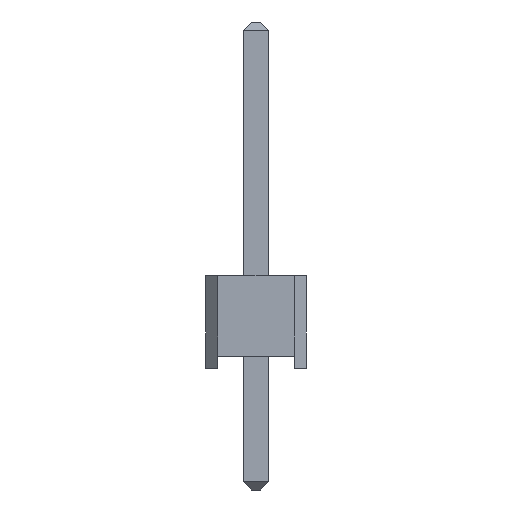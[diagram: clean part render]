
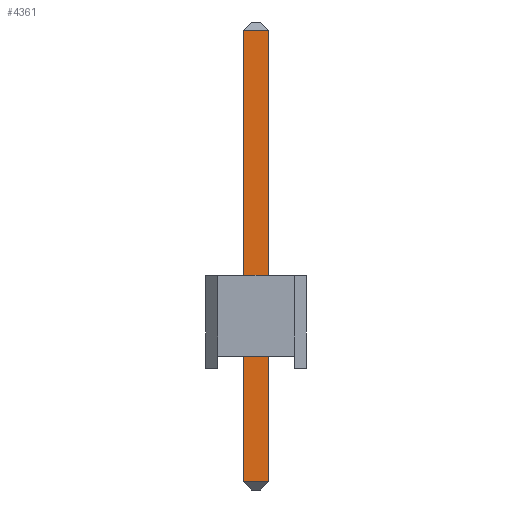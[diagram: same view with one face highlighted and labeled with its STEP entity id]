
A CAD part, left-side view. The second image highlights one B-rep face of the part: STEP entity #4361.
In plain terms, the highlighted planar face has unit normal (-1, 0, 0).
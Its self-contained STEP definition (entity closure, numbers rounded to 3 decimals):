
#4008 = PLANE('',#4009);
#4009 = AXIS2_PLACEMENT_3D('',#4010,#4011,#4012);
#4010 = CARTESIAN_POINT('',(-0.32,0.32,-3.));
#4011 = DIRECTION('',(-0.,1.,0.));
#4012 = DIRECTION('',(0.,0.,1.));
#4033 = VERTEX_POINT('',#4034);
#4034 = CARTESIAN_POINT('',(-0.32,0.32,-2.8));
#4060 = EDGE_CURVE('',#4033,#4061,#4063,.T.);
#4061 = VERTEX_POINT('',#4062);
#4062 = CARTESIAN_POINT('',(-0.32,0.32,8.34));
#4063 = SURFACE_CURVE('',#4064,(#4068,#4075),.PCURVE_S1.);
#4064 = LINE('',#4065,#4066);
#4065 = CARTESIAN_POINT('',(-0.32,0.32,-3.));
#4066 = VECTOR('',#4067,1.);
#4067 = DIRECTION('',(0.,-0.,1.));
#4068 = PCURVE('',#4008,#4069);
#4069 = DEFINITIONAL_REPRESENTATION('',(#4070),#4074);
#4070 = LINE('',#4071,#4072);
#4071 = CARTESIAN_POINT('',(0.,0.));
#4072 = VECTOR('',#4073,1.);
#4073 = DIRECTION('',(1.,0.));
#4074 = ( GEOMETRIC_REPRESENTATION_CONTEXT(2) 
PARAMETRIC_REPRESENTATION_CONTEXT() REPRESENTATION_CONTEXT('2D SPACE',''
  ) );
#4075 = PCURVE('',#4076,#4081);
#4076 = PLANE('',#4077);
#4077 = AXIS2_PLACEMENT_3D('',#4078,#4079,#4080);
#4078 = CARTESIAN_POINT('',(-0.32,-0.32,-3.));
#4079 = DIRECTION('',(-1.,0.,0.));
#4080 = DIRECTION('',(0.,0.,1.));
#4081 = DEFINITIONAL_REPRESENTATION('',(#4082),#4086);
#4082 = LINE('',#4083,#4084);
#4083 = CARTESIAN_POINT('',(0.,0.64));
#4084 = VECTOR('',#4085,1.);
#4085 = DIRECTION('',(1.,0.));
#4086 = ( GEOMETRIC_REPRESENTATION_CONTEXT(2) 
PARAMETRIC_REPRESENTATION_CONTEXT() REPRESENTATION_CONTEXT('2D SPACE',''
  ) );
#4188 = PLANE('',#4189);
#4189 = AXIS2_PLACEMENT_3D('',#4190,#4191,#4192);
#4190 = CARTESIAN_POINT('',(-0.22,-0.32,-2.9));
#4191 = DIRECTION('',(0.707,0.,0.707));
#4192 = DIRECTION('',(0.707,0.,-0.707));
#4221 = PLANE('',#4222);
#4222 = AXIS2_PLACEMENT_3D('',#4223,#4224,#4225);
#4223 = CARTESIAN_POINT('',(0.32,-0.32,-3.));
#4224 = DIRECTION('',(0.,-1.,0.));
#4225 = DIRECTION('',(0.,-0.,-1.));
#4301 = PLANE('',#4302);
#4302 = AXIS2_PLACEMENT_3D('',#4303,#4304,#4305);
#4303 = CARTESIAN_POINT('',(-0.22,-0.32,8.44));
#4304 = DIRECTION('',(-0.707,0.,0.707));
#4305 = DIRECTION('',(0.707,0.,0.707));
#4361 = ADVANCED_FACE('',(#4362),#4076,.T.);
#4362 = FACE_BOUND('',#4363,.T.);
#4363 = EDGE_LOOP('',(#4364,#4365,#4388,#4411));
#4364 = ORIENTED_EDGE('',*,*,#4060,.F.);
#4365 = ORIENTED_EDGE('',*,*,#4366,.T.);
#4366 = EDGE_CURVE('',#4033,#4367,#4369,.T.);
#4367 = VERTEX_POINT('',#4368);
#4368 = CARTESIAN_POINT('',(-0.32,-0.32,-2.8));
#4369 = SURFACE_CURVE('',#4370,(#4374,#4381),.PCURVE_S1.);
#4370 = LINE('',#4371,#4372);
#4371 = CARTESIAN_POINT('',(-0.32,-0.32,-2.8));
#4372 = VECTOR('',#4373,1.);
#4373 = DIRECTION('',(-0.,-1.,0.));
#4374 = PCURVE('',#4076,#4375);
#4375 = DEFINITIONAL_REPRESENTATION('',(#4376),#4380);
#4376 = LINE('',#4377,#4378);
#4377 = CARTESIAN_POINT('',(0.2,0.));
#4378 = VECTOR('',#4379,1.);
#4379 = DIRECTION('',(0.,-1.));
#4380 = ( GEOMETRIC_REPRESENTATION_CONTEXT(2) 
PARAMETRIC_REPRESENTATION_CONTEXT() REPRESENTATION_CONTEXT('2D SPACE',''
  ) );
#4381 = PCURVE('',#4188,#4382);
#4382 = DEFINITIONAL_REPRESENTATION('',(#4383),#4387);
#4383 = LINE('',#4384,#4385);
#4384 = CARTESIAN_POINT('',(-0.141,0.));
#4385 = VECTOR('',#4386,1.);
#4386 = DIRECTION('',(-0.,-1.));
#4387 = ( GEOMETRIC_REPRESENTATION_CONTEXT(2) 
PARAMETRIC_REPRESENTATION_CONTEXT() REPRESENTATION_CONTEXT('2D SPACE',''
  ) );
#4388 = ORIENTED_EDGE('',*,*,#4389,.T.);
#4389 = EDGE_CURVE('',#4367,#4390,#4392,.T.);
#4390 = VERTEX_POINT('',#4391);
#4391 = CARTESIAN_POINT('',(-0.32,-0.32,8.34));
#4392 = SURFACE_CURVE('',#4393,(#4397,#4404),.PCURVE_S1.);
#4393 = LINE('',#4394,#4395);
#4394 = CARTESIAN_POINT('',(-0.32,-0.32,-3.));
#4395 = VECTOR('',#4396,1.);
#4396 = DIRECTION('',(0.,0.,1.));
#4397 = PCURVE('',#4076,#4398);
#4398 = DEFINITIONAL_REPRESENTATION('',(#4399),#4403);
#4399 = LINE('',#4400,#4401);
#4400 = CARTESIAN_POINT('',(0.,0.));
#4401 = VECTOR('',#4402,1.);
#4402 = DIRECTION('',(1.,0.));
#4403 = ( GEOMETRIC_REPRESENTATION_CONTEXT(2) 
PARAMETRIC_REPRESENTATION_CONTEXT() REPRESENTATION_CONTEXT('2D SPACE',''
  ) );
#4404 = PCURVE('',#4221,#4405);
#4405 = DEFINITIONAL_REPRESENTATION('',(#4406),#4410);
#4406 = LINE('',#4407,#4408);
#4407 = CARTESIAN_POINT('',(-0.,-0.64));
#4408 = VECTOR('',#4409,1.);
#4409 = DIRECTION('',(-1.,0.));
#4410 = ( GEOMETRIC_REPRESENTATION_CONTEXT(2) 
PARAMETRIC_REPRESENTATION_CONTEXT() REPRESENTATION_CONTEXT('2D SPACE',''
  ) );
#4411 = ORIENTED_EDGE('',*,*,#4412,.T.);
#4412 = EDGE_CURVE('',#4390,#4061,#4413,.T.);
#4413 = SURFACE_CURVE('',#4414,(#4418,#4425),.PCURVE_S1.);
#4414 = LINE('',#4415,#4416);
#4415 = CARTESIAN_POINT('',(-0.32,-0.32,8.34));
#4416 = VECTOR('',#4417,1.);
#4417 = DIRECTION('',(0.,1.,-0.));
#4418 = PCURVE('',#4076,#4419);
#4419 = DEFINITIONAL_REPRESENTATION('',(#4420),#4424);
#4420 = LINE('',#4421,#4422);
#4421 = CARTESIAN_POINT('',(11.34,0.));
#4422 = VECTOR('',#4423,1.);
#4423 = DIRECTION('',(0.,1.));
#4424 = ( GEOMETRIC_REPRESENTATION_CONTEXT(2) 
PARAMETRIC_REPRESENTATION_CONTEXT() REPRESENTATION_CONTEXT('2D SPACE',''
  ) );
#4425 = PCURVE('',#4301,#4426);
#4426 = DEFINITIONAL_REPRESENTATION('',(#4427),#4431);
#4427 = LINE('',#4428,#4429);
#4428 = CARTESIAN_POINT('',(-0.141,0.));
#4429 = VECTOR('',#4430,1.);
#4430 = DIRECTION('',(0.,1.));
#4431 = ( GEOMETRIC_REPRESENTATION_CONTEXT(2) 
PARAMETRIC_REPRESENTATION_CONTEXT() REPRESENTATION_CONTEXT('2D SPACE',''
  ) );
